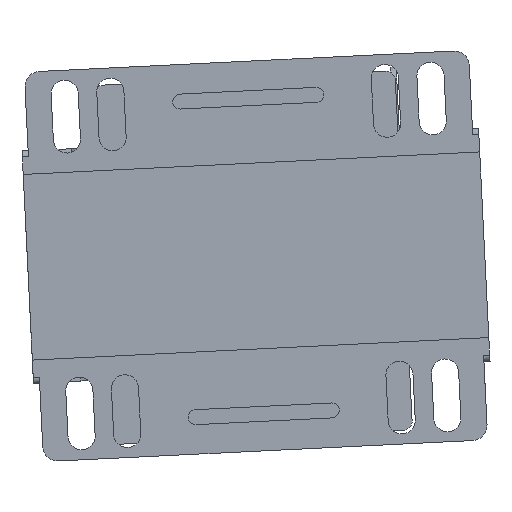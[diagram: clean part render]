
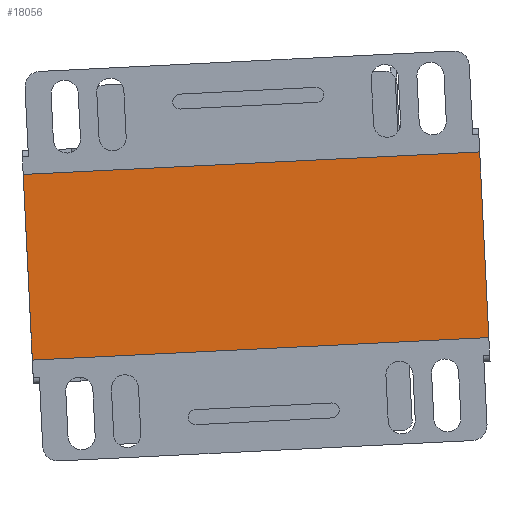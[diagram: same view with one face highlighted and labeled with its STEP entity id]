
A CAD part, front view. The second image highlights one B-rep face of the part: STEP entity #18056.
In plain terms, the highlighted planar face has unit normal (0, -1, 0).
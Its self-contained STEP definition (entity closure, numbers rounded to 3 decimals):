
#590 = VERTEX_POINT ( 'NONE', #1165 ) ;
#1165 = CARTESIAN_POINT ( 'NONE',  ( -9.761, 0., 61. ) ) ;
#1611 = LINE ( 'NONE', #4635, #28222 ) ;
#2709 = DIRECTION ( 'NONE',  ( 0., 1., 0. ) ) ;
#2820 = EDGE_CURVE ( 'NONE', #11451, #590, #1611, .T. ) ;
#3935 = ORIENTED_EDGE ( 'NONE', *, *, #5564, .T. ) ;
#4252 = CARTESIAN_POINT ( 'NONE',  ( -159.761, 0., 61. ) ) ;
#4635 = CARTESIAN_POINT ( 'NONE',  ( -159.761, 0., 61. ) ) ;
#5333 = EDGE_CURVE ( 'NONE', #590, #18492, #14548, .T. ) ;
#5564 = EDGE_CURVE ( 'NONE', #8654, #18492, #9688, .T. ) ;
#6839 = CARTESIAN_POINT ( 'NONE',  ( -159.761, 0., 0. ) ) ;
#8654 = VERTEX_POINT ( 'NONE', #17225 ) ;
#9688 = LINE ( 'NONE', #6839, #34700 ) ;
#11124 = AXIS2_PLACEMENT_3D ( 'NONE', #30311, #2709, #25247 ) ;
#11451 = VERTEX_POINT ( 'NONE', #4252 ) ;
#12262 = DIRECTION ( 'NONE',  ( 0., 0., -1. ) ) ;
#14022 = EDGE_LOOP ( 'NONE', ( #3935, #23725, #28149, #15308 ) ) ;
#14548 = LINE ( 'NONE', #36319, #21832 ) ;
#15308 = ORIENTED_EDGE ( 'NONE', *, *, #16121, .T. ) ;
#15927 = DIRECTION ( 'NONE',  ( 1., 0., 0. ) ) ;
#16121 = EDGE_CURVE ( 'NONE', #11451, #8654, #33625, .T. ) ;
#17225 = CARTESIAN_POINT ( 'NONE',  ( -159.761, 0., 0. ) ) ;
#18015 = FACE_OUTER_BOUND ( 'NONE', #14022, .T. ) ;
#18056 = ADVANCED_FACE ( 'NONE', ( #18015 ), #21029, .F. ) ;
#18492 = VERTEX_POINT ( 'NONE', #38252 ) ;
#21029 = PLANE ( 'NONE',  #11124 ) ;
#21832 = VECTOR ( 'NONE', #33492, 1000. ) ;
#23725 = ORIENTED_EDGE ( 'NONE', *, *, #5333, .F. ) ;
#25247 = DIRECTION ( 'NONE',  ( 0., 0., 1. ) ) ;
#25604 = DIRECTION ( 'NONE',  ( 1., 0., 0. ) ) ;
#28149 = ORIENTED_EDGE ( 'NONE', *, *, #2820, .F. ) ;
#28222 = VECTOR ( 'NONE', #25604, 1000. ) ;
#30311 = CARTESIAN_POINT ( 'NONE',  ( -159.761, 0., 61. ) ) ;
#30926 = VECTOR ( 'NONE', #12262, 1000. ) ;
#33492 = DIRECTION ( 'NONE',  ( 0., 0., -1. ) ) ;
#33625 = LINE ( 'NONE', #39877, #30926 ) ;
#34700 = VECTOR ( 'NONE', #15927, 1000. ) ;
#36319 = CARTESIAN_POINT ( 'NONE',  ( -9.761, 0., 61. ) ) ;
#38252 = CARTESIAN_POINT ( 'NONE',  ( -9.761, 0., 0. ) ) ;
#39877 = CARTESIAN_POINT ( 'NONE',  ( -159.761, 0., 61. ) ) ;
